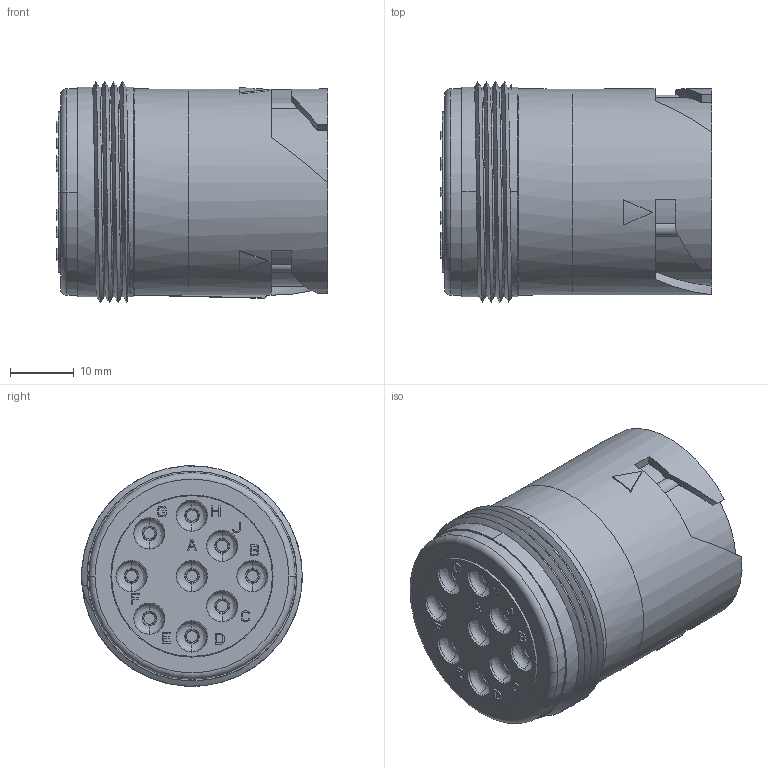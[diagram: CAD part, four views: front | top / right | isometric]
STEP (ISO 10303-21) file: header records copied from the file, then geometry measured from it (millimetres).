
FILE_DESCRIPTION((''),'2;1');
FILE_NAME('HD14-9-1939P-1','2019-05-28T',('Administrator'),(''),'PRO/ENGINEER BY PARAMETRIC TECHNOLOGY CORPORATION, 2016360','PRO/ENGINEER BY PARAMETRIC TECHNOLOGY CORPORATION, 2016360','');
FILE_SCHEMA(('CONFIG_CONTROL_DESIGN'));
Length unit declared in the file: millimetre
Products named in the file (1): HD14-9-1939P-1
Bounding box: 42.65 x 34.68 x 34.69 mm (x, y, z)
Volume: 33273.8 mm3; surface area: 7415.7 mm2
Topology: 1 solids, 1 shells, 647 faces, 1734 edges, 1147 vertices
Faces by surface type: plane 522, cylinder 68, bspline 31, torus 20, cone 6
Entity records: 21852 total; most frequent: CARTESIAN_POINT 5621, ORIENTED_EDGE 3464, DIRECTION 3135, EDGE_CURVE 1732, VECTOR 1435, LINE 1435, VERTEX_POINT 1147, AXIS2_PLACEMENT_3D 850
